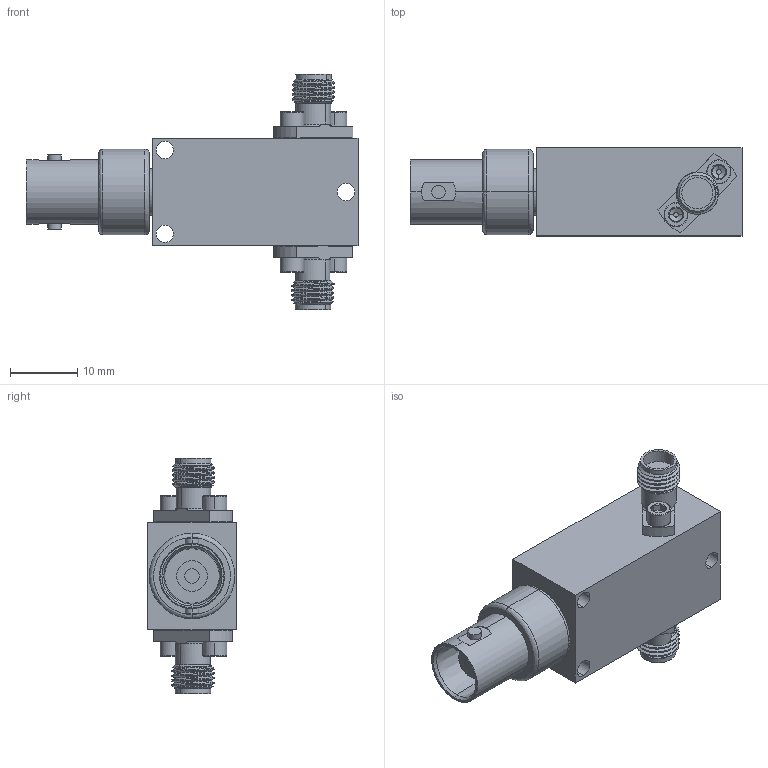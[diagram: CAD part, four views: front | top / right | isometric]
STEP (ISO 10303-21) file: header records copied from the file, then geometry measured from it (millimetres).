
FILE_DESCRIPTION (( 'STEP AP214' ), '1' );
FILE_NAME ('FMBT1645_3D.STEP', '2022-06-26T06:01:42', ( '' ), ( '' ), 'SwSTEP 2.0', 'SolidWorks 2021', '' );
FILE_SCHEMA (( 'AUTOMOTIVE_DESIGN' ));
Length unit declared in the file: inch
Products named in the file (6): Copy of 120-0046_1^PE1645; Copy of 010-101X_010-1012-00_1^PE1645; Copy of 120-0038_1^PE1645; Copy of SMA FEMALE 2-HOLE 103-4112_1^PE1645; FMBT1645_3D; Copy of BNC-FEMALE_103-2270-02^PE1645
Assembly tree (9 placements, depth 2):
  FMBT1645_3D
    Copy of 120-0038_1^PE1645
    Copy of 120-0046_1^PE1645
    Copy of SMA FEMALE 2-HOLE 103-4112_1^PE1645  x2
    Copy of 010-101X_010-1012-00_1^PE1645  x4
    Copy of BNC-FEMALE_103-2270-02^PE1645
Bounding box: 49.33 x 13.08 x 35.03 mm (x, y, z)
Volume: 8119.3 mm3; surface area: 5760.9 mm2
Topology: 9 solids, 9 shells, 686 faces, 1523 edges, 878 vertices
Faces by surface type: cylinder 299, cone 242, plane 121, bspline 24
Entity records: 9712 total; most frequent: CARTESIAN_POINT 3485, ORIENTED_EDGE 1280, DIRECTION 1210, EDGE_CURVE 640, AXIS2_PLACEMENT_3D 470, VERTEX_POINT 389, EDGE_LOOP 299, ADVANCED_FACE 275
